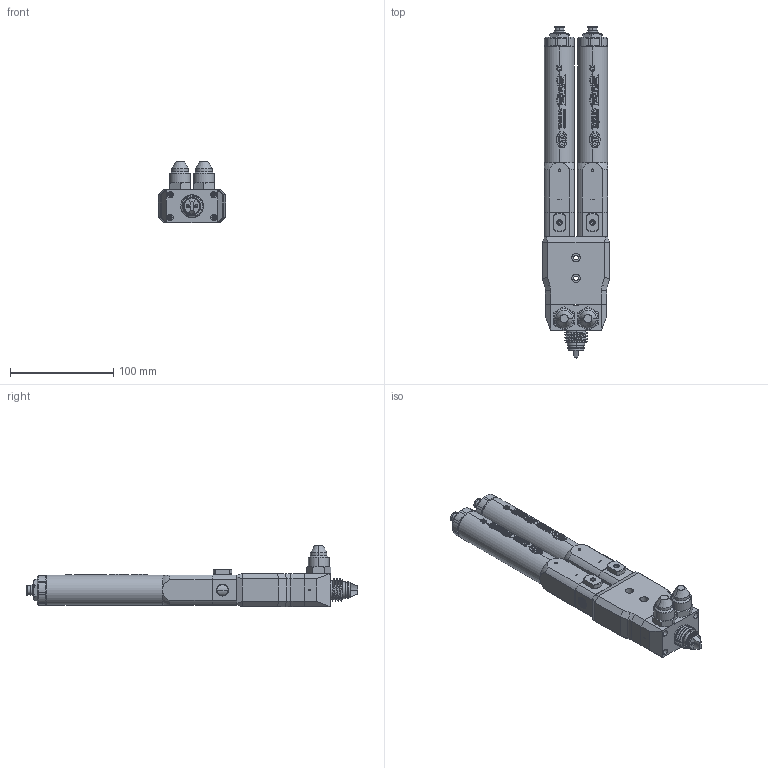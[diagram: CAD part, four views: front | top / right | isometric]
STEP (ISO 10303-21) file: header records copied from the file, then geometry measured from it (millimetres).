
FILE_DESCRIPTION (( 'STEP AP203' ), '1' );
FILE_NAME ('PDP-150.STEP', '2024-09-27T13:34:33', ( '' ), ( '' ), 'SwSTEP 2.0', 'SolidWorks 2021', '' );
FILE_SCHEMA (( 'CONFIG_CONTROL_DESIGN' ));
Length unit declared in the file: millimetre
Products named in the file (10): TWIN BLOCK(PDP-150); MIX ADAPTER CA_150; A06-CHAMBER_T02R; PDP-150; A06-CHAMBER_T02; MIX ADAPTER CA_150_1; PCP-150-R; SENSYS SENSOR_1; PCP-150-L; PCP-150
Assembly tree (11 placements, depth 3):
  PDP-150
    TWIN BLOCK(PDP-150)
    PCP-150-L
      PCP-150
      A06-CHAMBER_T02
    PCP-150-R
      PCP-150
      A06-CHAMBER_T02R
    MIX ADAPTER CA_150
      MIX ADAPTER CA_150_1
      SENSYS SENSOR_1  x2
Bounding box: 65 x 321 x 59.3 mm (x, y, z)
Volume: 463846.5 mm3; surface area: 106053.4 mm2
Topology: 12 solids, 12 shells, 2031 faces, 5198 edges, 3369 vertices
Faces by surface type: plane 790, cylinder 501, bspline 457, cone 271, torus 12
Entity records: 91066 total; most frequent: CARTESIAN_POINT 61052, ORIENTED_EDGE 6546, DIRECTION 5073, EDGE_CURVE 3273, VERTEX_POINT 2127, AXIS2_PLACEMENT_3D 1859, EDGE_LOOP 1468, VECTOR 1355
